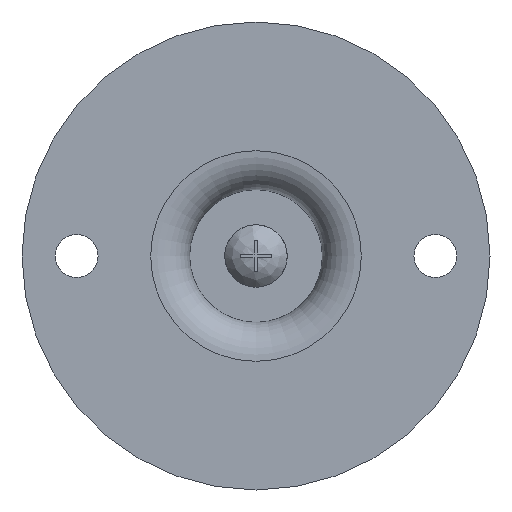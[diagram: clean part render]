
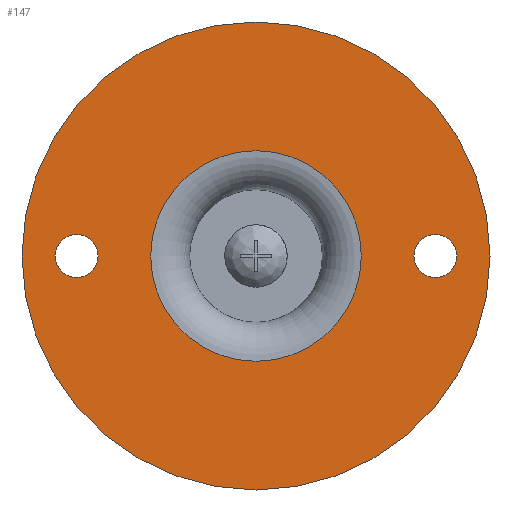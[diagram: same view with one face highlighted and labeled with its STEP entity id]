
A CAD part, front view. The second image highlights one B-rep face of the part: STEP entity #147.
In plain terms, the highlighted planar face has unit normal (0, -1, 0).
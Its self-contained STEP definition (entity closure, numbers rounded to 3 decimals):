
#147 = ADVANCED_FACE( '', ( #308, #309, #310, #311 ), #312, .F. );
#308 = FACE_BOUND( '', #509, .T. );
#309 = FACE_BOUND( '', #510, .T. );
#310 = FACE_OUTER_BOUND( '', #511, .T. );
#311 = FACE_BOUND( '', #512, .T. );
#312 = PLANE( '', #513 );
#509 = EDGE_LOOP( '', ( #851 ) );
#510 = EDGE_LOOP( '', ( #852 ) );
#511 = EDGE_LOOP( '', ( #853 ) );
#512 = EDGE_LOOP( '', ( #854 ) );
#513 = AXIS2_PLACEMENT_3D( '', #855, #856, #857 );
#851 = ORIENTED_EDGE( '', *, *, #927, .F. );
#852 = ORIENTED_EDGE( '', *, *, #968, .F. );
#853 = ORIENTED_EDGE( '', *, *, #1047, .T. );
#854 = ORIENTED_EDGE( '', *, *, #1045, .T. );
#855 = CARTESIAN_POINT( '', ( 30., 0., 0. ) );
#856 = DIRECTION( '', ( 0., 1., 0. ) );
#857 = DIRECTION( '', ( 0., 0., 1. ) );
#927 = EDGE_CURVE( '', #1076, #1076, #1077, .T. );
#968 = EDGE_CURVE( '', #1145, #1145, #1146, .F. );
#1045 = EDGE_CURVE( '', #1247, #1247, #1248, .T. );
#1047 = EDGE_CURVE( '', #1250, #1250, #1251, .T. );
#1076 = VERTEX_POINT( '', #1301 );
#1077 = CIRCLE( '', #1302, 13.5 );
#1145 = VERTEX_POINT( '', #1436 );
#1146 = CIRCLE( '', #1437, 2.75 );
#1247 = VERTEX_POINT( '', #1646 );
#1248 = CIRCLE( '', #1647, 2.75 );
#1250 = VERTEX_POINT( '', #1649 );
#1251 = CIRCLE( '', #1650, 30. );
#1301 = CARTESIAN_POINT( '', ( 0., 0., -13.5 ) );
#1302 = AXIS2_PLACEMENT_3D( '', #1667, #1668, #1669 );
#1436 = CARTESIAN_POINT( '', ( 23., 0., 2.75 ) );
#1437 = AXIS2_PLACEMENT_3D( '', #1709, #1710, #1711 );
#1646 = CARTESIAN_POINT( '', ( -20.25, 0., 0. ) );
#1647 = AXIS2_PLACEMENT_3D( '', #1766, #1767, #1768 );
#1649 = CARTESIAN_POINT( '', ( 0., 0., -30. ) );
#1650 = AXIS2_PLACEMENT_3D( '', #1769, #1770, #1771 );
#1667 = CARTESIAN_POINT( '', ( 0., 0., 0. ) );
#1668 = DIRECTION( '', ( 0., -1., 0. ) );
#1669 = DIRECTION( '', ( 0., 0., -1. ) );
#1709 = CARTESIAN_POINT( '', ( 23., 0., 0. ) );
#1710 = DIRECTION( '', ( 0., 1., 0. ) );
#1711 = DIRECTION( '', ( 0., 0., 1. ) );
#1766 = CARTESIAN_POINT( '', ( -23., 0., 0. ) );
#1767 = DIRECTION( '', ( 0., 1., 0. ) );
#1768 = DIRECTION( '', ( 1., 0., 0. ) );
#1769 = CARTESIAN_POINT( '', ( 0., 0., 0. ) );
#1770 = DIRECTION( '', ( 0., -1., 0. ) );
#1771 = DIRECTION( '', ( 0., 0., -1. ) );
